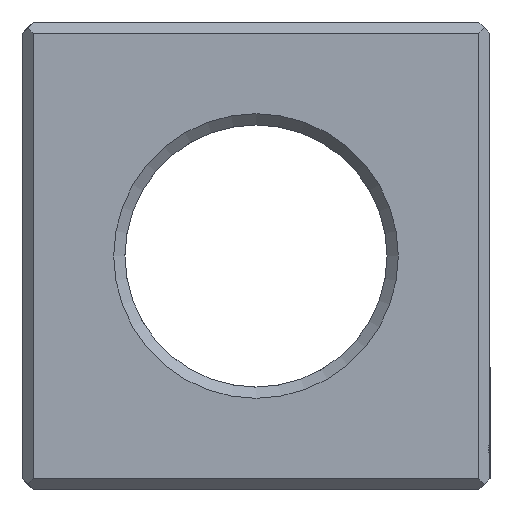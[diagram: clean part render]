
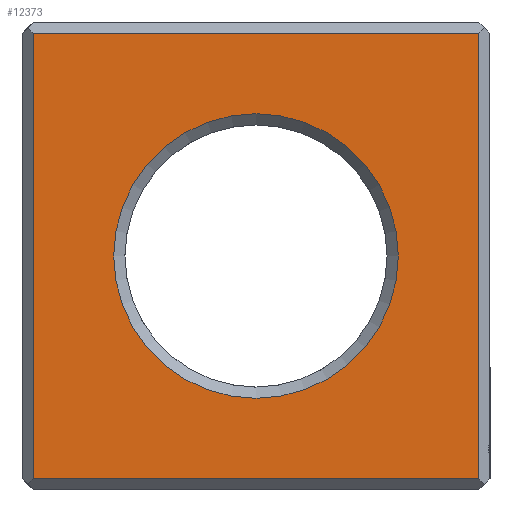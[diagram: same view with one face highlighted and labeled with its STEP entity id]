
A CAD part, left-side view. The second image highlights one B-rep face of the part: STEP entity #12373.
In plain terms, the highlighted planar face has unit normal (-1, 0, 0).
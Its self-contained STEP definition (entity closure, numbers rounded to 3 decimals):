
#72 = PLANE('',#73);
#73 = AXIS2_PLACEMENT_3D('',#74,#75,#76);
#74 = CARTESIAN_POINT('',(0.,0.,0.3));
#75 = DIRECTION('',(-0.707,0.,-0.707));
#76 = DIRECTION('',(0.707,0.,-0.707));
#537 = PLANE('',#538);
#538 = AXIS2_PLACEMENT_3D('',#539,#540,#541);
#539 = CARTESIAN_POINT('',(0.3,12.5,0.));
#540 = DIRECTION('',(0.707,-0.707,0.));
#541 = DIRECTION('',(-0.707,-0.707,0.));
#768 = PLANE('',#769);
#769 = AXIS2_PLACEMENT_3D('',#770,#771,#772);
#770 = CARTESIAN_POINT('',(0.3,0.,0.));
#771 = DIRECTION('',(-0.707,-0.707,0.));
#772 = DIRECTION('',(-0.707,0.707,0.));
#836 = VERTEX_POINT('',#837);
#837 = CARTESIAN_POINT('',(0.,0.3,0.3));
#858 = EDGE_CURVE('',#836,#859,#861,.T.);
#859 = VERTEX_POINT('',#860);
#860 = CARTESIAN_POINT('',(0.,12.2,0.3));
#861 = SURFACE_CURVE('',#862,(#866,#873),.PCURVE_S1.);
#862 = LINE('',#863,#864);
#863 = CARTESIAN_POINT('',(0.,0.,0.3));
#864 = VECTOR('',#865,1.);
#865 = DIRECTION('',(0.,1.,0.));
#866 = PCURVE('',#72,#867);
#867 = DEFINITIONAL_REPRESENTATION('',(#868),#872);
#868 = LINE('',#869,#870);
#869 = CARTESIAN_POINT('',(0.,-0.));
#870 = VECTOR('',#871,1.);
#871 = DIRECTION('',(0.,-1.));
#872 = ( GEOMETRIC_REPRESENTATION_CONTEXT(2) 
PARAMETRIC_REPRESENTATION_CONTEXT() REPRESENTATION_CONTEXT('2D SPACE',''
  ) );
#873 = PCURVE('',#874,#879);
#874 = PLANE('',#875);
#875 = AXIS2_PLACEMENT_3D('',#876,#877,#878);
#876 = CARTESIAN_POINT('',(0.,12.5,0.));
#877 = DIRECTION('',(1.,0.,0.));
#878 = DIRECTION('',(0.,-1.,0.));
#879 = DEFINITIONAL_REPRESENTATION('',(#880),#884);
#880 = LINE('',#881,#882);
#881 = CARTESIAN_POINT('',(12.5,-0.3));
#882 = VECTOR('',#883,1.);
#883 = DIRECTION('',(-1.,0.));
#884 = ( GEOMETRIC_REPRESENTATION_CONTEXT(2) 
PARAMETRIC_REPRESENTATION_CONTEXT() REPRESENTATION_CONTEXT('2D SPACE',''
  ) );
#1951 = VERTEX_POINT('',#1952);
#1952 = CARTESIAN_POINT('',(0.,12.2,12.2));
#1966 = PLANE('',#1967);
#1967 = AXIS2_PLACEMENT_3D('',#1968,#1969,#1970);
#1968 = CARTESIAN_POINT('',(0.3,0.,12.5));
#1969 = DIRECTION('',(-0.707,0.,0.707));
#1970 = DIRECTION('',(-0.707,0.,-0.707));
#1978 = EDGE_CURVE('',#859,#1951,#1979,.T.);
#1979 = SURFACE_CURVE('',#1980,(#1984,#1991),.PCURVE_S1.);
#1980 = LINE('',#1981,#1982);
#1981 = CARTESIAN_POINT('',(0.,12.2,0.));
#1982 = VECTOR('',#1983,1.);
#1983 = DIRECTION('',(0.,0.,1.));
#1984 = PCURVE('',#537,#1985);
#1985 = DEFINITIONAL_REPRESENTATION('',(#1986),#1990);
#1986 = LINE('',#1987,#1988);
#1987 = CARTESIAN_POINT('',(0.424,0.));
#1988 = VECTOR('',#1989,1.);
#1989 = DIRECTION('',(0.,-1.));
#1990 = ( GEOMETRIC_REPRESENTATION_CONTEXT(2) 
PARAMETRIC_REPRESENTATION_CONTEXT() REPRESENTATION_CONTEXT('2D SPACE',''
  ) );
#1991 = PCURVE('',#874,#1992);
#1992 = DEFINITIONAL_REPRESENTATION('',(#1993),#1997);
#1993 = LINE('',#1994,#1995);
#1994 = CARTESIAN_POINT('',(0.3,0.));
#1995 = VECTOR('',#1996,1.);
#1996 = DIRECTION('',(0.,-1.));
#1997 = ( GEOMETRIC_REPRESENTATION_CONTEXT(2) 
PARAMETRIC_REPRESENTATION_CONTEXT() REPRESENTATION_CONTEXT('2D SPACE',''
  ) );
#12330 = VERTEX_POINT('',#12331);
#12331 = CARTESIAN_POINT('',(0.,0.3,12.2));
#12352 = EDGE_CURVE('',#836,#12330,#12353,.T.);
#12353 = SURFACE_CURVE('',#12354,(#12358,#12365),.PCURVE_S1.);
#12354 = LINE('',#12355,#12356);
#12355 = CARTESIAN_POINT('',(0.,0.3,0.));
#12356 = VECTOR('',#12357,1.);
#12357 = DIRECTION('',(0.,0.,1.));
#12358 = PCURVE('',#768,#12359);
#12359 = DEFINITIONAL_REPRESENTATION('',(#12360),#12364);
#12360 = LINE('',#12361,#12362);
#12361 = CARTESIAN_POINT('',(0.424,0.));
#12362 = VECTOR('',#12363,1.);
#12363 = DIRECTION('',(0.,-1.));
#12364 = ( GEOMETRIC_REPRESENTATION_CONTEXT(2) 
PARAMETRIC_REPRESENTATION_CONTEXT() REPRESENTATION_CONTEXT('2D SPACE',''
  ) );
#12365 = PCURVE('',#874,#12366);
#12366 = DEFINITIONAL_REPRESENTATION('',(#12367),#12371);
#12367 = LINE('',#12368,#12369);
#12368 = CARTESIAN_POINT('',(12.2,0.));
#12369 = VECTOR('',#12370,1.);
#12370 = DIRECTION('',(0.,-1.));
#12371 = ( GEOMETRIC_REPRESENTATION_CONTEXT(2) 
PARAMETRIC_REPRESENTATION_CONTEXT() REPRESENTATION_CONTEXT('2D SPACE',''
  ) );
#12373 = ADVANCED_FACE('',(#12374,#12400),#874,.F.);
#12374 = FACE_BOUND('',#12375,.F.);
#12375 = EDGE_LOOP('',(#12376,#12377,#12378,#12379));
#12376 = ORIENTED_EDGE('',*,*,#12352,.F.);
#12377 = ORIENTED_EDGE('',*,*,#858,.T.);
#12378 = ORIENTED_EDGE('',*,*,#1978,.T.);
#12379 = ORIENTED_EDGE('',*,*,#12380,.F.);
#12380 = EDGE_CURVE('',#12330,#1951,#12381,.T.);
#12381 = SURFACE_CURVE('',#12382,(#12386,#12393),.PCURVE_S1.);
#12382 = LINE('',#12383,#12384);
#12383 = CARTESIAN_POINT('',(0.,0.,12.2));
#12384 = VECTOR('',#12385,1.);
#12385 = DIRECTION('',(0.,1.,0.));
#12386 = PCURVE('',#874,#12387);
#12387 = DEFINITIONAL_REPRESENTATION('',(#12388),#12392);
#12388 = LINE('',#12389,#12390);
#12389 = CARTESIAN_POINT('',(12.5,-12.2));
#12390 = VECTOR('',#12391,1.);
#12391 = DIRECTION('',(-1.,0.));
#12392 = ( GEOMETRIC_REPRESENTATION_CONTEXT(2) 
PARAMETRIC_REPRESENTATION_CONTEXT() REPRESENTATION_CONTEXT('2D SPACE',''
  ) );
#12393 = PCURVE('',#1966,#12394);
#12394 = DEFINITIONAL_REPRESENTATION('',(#12395),#12399);
#12395 = LINE('',#12396,#12397);
#12396 = CARTESIAN_POINT('',(0.424,0.));
#12397 = VECTOR('',#12398,1.);
#12398 = DIRECTION('',(0.,-1.));
#12399 = ( GEOMETRIC_REPRESENTATION_CONTEXT(2) 
PARAMETRIC_REPRESENTATION_CONTEXT() REPRESENTATION_CONTEXT('2D SPACE',''
  ) );
#12400 = FACE_BOUND('',#12401,.F.);
#12401 = EDGE_LOOP('',(#12402));
#12402 = ORIENTED_EDGE('',*,*,#12403,.T.);
#12403 = EDGE_CURVE('',#12404,#12404,#12406,.T.);
#12404 = VERTEX_POINT('',#12405);
#12405 = CARTESIAN_POINT('',(0.,2.45,6.25));
#12406 = SURFACE_CURVE('',#12407,(#12412,#12423),.PCURVE_S1.);
#12407 = CIRCLE('',#12408,3.8);
#12408 = AXIS2_PLACEMENT_3D('',#12409,#12410,#12411);
#12409 = CARTESIAN_POINT('',(0.,6.25,6.25));
#12410 = DIRECTION('',(-1.,0.,0.));
#12411 = DIRECTION('',(0.,-1.,0.));
#12412 = PCURVE('',#874,#12413);
#12413 = DEFINITIONAL_REPRESENTATION('',(#12414),#12422);
#12414 = ( BOUNDED_CURVE() B_SPLINE_CURVE(2,(#12415,#12416,#12417,#12418
    ,#12419,#12420,#12421),.UNSPECIFIED.,.T.,.F.) 
B_SPLINE_CURVE_WITH_KNOTS((1,2,2,2,2,1),(-2.094,0.,
    2.094,4.189,6.283,8.378),
.UNSPECIFIED.) CURVE() GEOMETRIC_REPRESENTATION_ITEM() 
RATIONAL_B_SPLINE_CURVE((1.,0.5,1.,0.5,1.,0.5,1.)) REPRESENTATION_ITEM(
  '') );
#12415 = CARTESIAN_POINT('',(10.05,-6.25));
#12416 = CARTESIAN_POINT('',(10.05,-12.832));
#12417 = CARTESIAN_POINT('',(4.35,-9.541));
#12418 = CARTESIAN_POINT('',(-1.35,-6.25));
#12419 = CARTESIAN_POINT('',(4.35,-2.959));
#12420 = CARTESIAN_POINT('',(10.05,0.332));
#12421 = CARTESIAN_POINT('',(10.05,-6.25));
#12422 = ( GEOMETRIC_REPRESENTATION_CONTEXT(2) 
PARAMETRIC_REPRESENTATION_CONTEXT() REPRESENTATION_CONTEXT('2D SPACE',''
  ) );
#12423 = PCURVE('',#12424,#12429);
#12424 = CONICAL_SURFACE('',#12425,3.5,0.785);
#12425 = AXIS2_PLACEMENT_3D('',#12426,#12427,#12428);
#12426 = CARTESIAN_POINT('',(0.3,6.25,6.25));
#12427 = DIRECTION('',(-1.,-0.,-0.));
#12428 = DIRECTION('',(0.,-1.,0.));
#12429 = DEFINITIONAL_REPRESENTATION('',(#12430),#12434);
#12430 = LINE('',#12431,#12432);
#12431 = CARTESIAN_POINT('',(-0.,0.3));
#12432 = VECTOR('',#12433,1.);
#12433 = DIRECTION('',(1.,-0.));
#12434 = ( GEOMETRIC_REPRESENTATION_CONTEXT(2) 
PARAMETRIC_REPRESENTATION_CONTEXT() REPRESENTATION_CONTEXT('2D SPACE',''
  ) );
